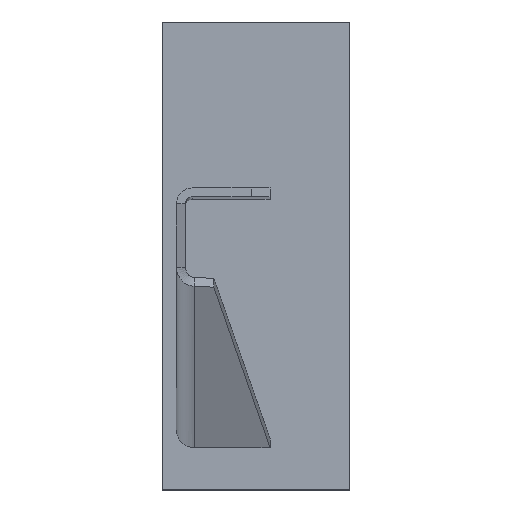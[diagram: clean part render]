
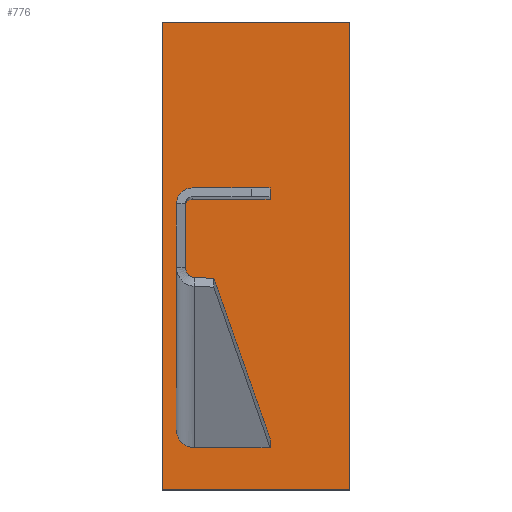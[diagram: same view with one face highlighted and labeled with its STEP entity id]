
A CAD part, top view. The second image highlights one B-rep face of the part: STEP entity #776.
In plain terms, the highlighted planar face has unit normal (0, 0, 1).
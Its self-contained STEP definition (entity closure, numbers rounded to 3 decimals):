
#126 = AXIS2_PLACEMENT_3D ( 'NONE', #322, #302, #335 ) ;
#132 = CARTESIAN_POINT ( 'NONE',  ( -20., 0., 6. ) ) ;
#133 = DIRECTION ( 'NONE',  ( 1., 0., 0. ) ) ;
#135 = VECTOR ( 'NONE', #133, 1000. ) ;
#156 = LINE ( 'NONE', #650, #135 ) ;
#179 = LINE ( 'NONE', #209, #191 ) ;
#190 = EDGE_CURVE ( 'NONE', #234, #338, #590, .T. ) ;
#191 = VECTOR ( 'NONE', #334, 1000. ) ;
#209 = CARTESIAN_POINT ( 'NONE',  ( -20., 0., 6. ) ) ;
#220 = DIRECTION ( 'NONE',  ( 0., -1., 0. ) ) ;
#234 = VERTEX_POINT ( 'NONE', #535 ) ;
#243 = EDGE_CURVE ( 'NONE', #441, #798, #649, .T. ) ;
#302 = DIRECTION ( 'NONE',  ( 0., 0., 1. ) ) ;
#322 = CARTESIAN_POINT ( 'NONE',  ( 0., 0., 6. ) ) ;
#328 = FACE_OUTER_BOUND ( 'NONE', #516, .T. ) ;
#331 = PLANE ( 'NONE',  #126 ) ;
#334 = DIRECTION ( 'NONE',  ( -1., 0., 0. ) ) ;
#335 = DIRECTION ( 'NONE',  ( 1., 0., 0. ) ) ;
#338 = VERTEX_POINT ( 'NONE', #855 ) ;
#370 = EDGE_CURVE ( 'NONE', #338, #441, #179, .T. ) ;
#372 = ORIENTED_EDGE ( 'NONE', *, *, #190, .T. ) ;
#374 = CARTESIAN_POINT ( 'NONE',  ( -20., -100., 6. ) ) ;
#418 = EDGE_CURVE ( 'NONE', #798, #234, #156, .T. ) ;
#441 = VERTEX_POINT ( 'NONE', #132 ) ;
#499 = ORIENTED_EDGE ( 'NONE', *, *, #243, .T. ) ;
#516 = EDGE_LOOP ( 'NONE', ( #372, #593, #499, #711 ) ) ;
#535 = CARTESIAN_POINT ( 'NONE',  ( 20., -100., 6. ) ) ;
#590 = LINE ( 'NONE', #657, #719 ) ;
#593 = ORIENTED_EDGE ( 'NONE', *, *, #370, .T. ) ;
#649 = LINE ( 'NONE', #668, #850 ) ;
#650 = CARTESIAN_POINT ( 'NONE',  ( -20., -100., 6. ) ) ;
#657 = CARTESIAN_POINT ( 'NONE',  ( 20., 0., 6. ) ) ;
#668 = CARTESIAN_POINT ( 'NONE',  ( -20., 0., 6. ) ) ;
#669 = DIRECTION ( 'NONE',  ( 0., 1., 0. ) ) ;
#711 = ORIENTED_EDGE ( 'NONE', *, *, #418, .T. ) ;
#719 = VECTOR ( 'NONE', #669, 1000. ) ;
#776 = ADVANCED_FACE ( 'NONE', ( #328 ), #331, .T. ) ;
#798 = VERTEX_POINT ( 'NONE', #374 ) ;
#850 = VECTOR ( 'NONE', #220, 1000. ) ;
#855 = CARTESIAN_POINT ( 'NONE',  ( 20., 0., 6. ) ) ;
